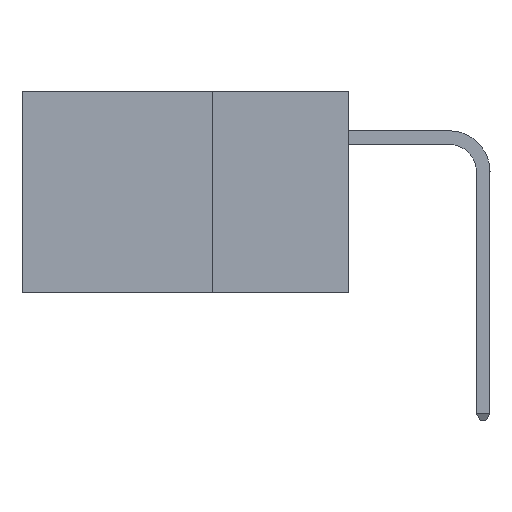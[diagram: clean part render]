
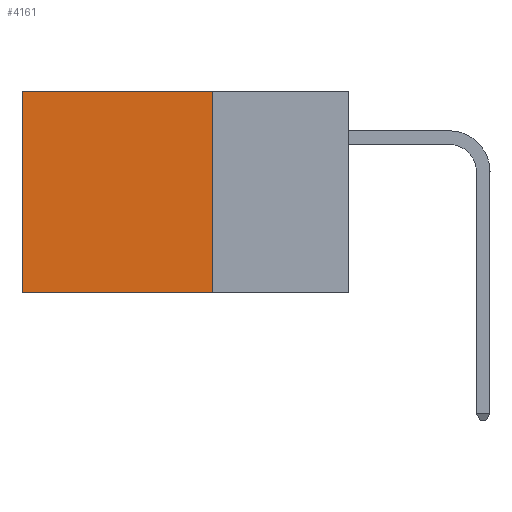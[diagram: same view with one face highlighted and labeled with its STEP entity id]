
A CAD part, left-side view. The second image highlights one B-rep face of the part: STEP entity #4161.
In plain terms, the highlighted planar face has unit normal (-1, 0, 0).
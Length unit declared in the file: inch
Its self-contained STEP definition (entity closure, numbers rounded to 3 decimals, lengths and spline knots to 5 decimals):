
#113 = DIRECTION ( 'NONE',  ( 0., 1., 0. ) ) ;
#2663 = ORIENTED_EDGE ( 'NONE', *, *, #38314, .F. ) ;
#3004 = CARTESIAN_POINT ( 'NONE',  ( 0.2875, 0.25, 0. ) ) ;
#3305 = DIRECTION ( 'NONE',  ( 0., 0., -1. ) ) ;
#4161 = ADVANCED_FACE ( 'NONE', ( #36235 ), #17667, .F. ) ;
#5555 = ORIENTED_EDGE ( 'NONE', *, *, #5904, .T. ) ;
#5904 = EDGE_CURVE ( 'NONE', #38564, #21893, #39208, .T. ) ;
#7354 = CARTESIAN_POINT ( 'NONE',  ( 0.2875, 0.25, -0.37 ) ) ;
#9695 = LINE ( 'NONE', #7354, #42755 ) ;
#12384 = CARTESIAN_POINT ( 'NONE',  ( 0.2875, 0.6, -0.37 ) ) ;
#14788 = CARTESIAN_POINT ( 'NONE',  ( 0.2875, 0.25, 0. ) ) ;
#15757 = ORIENTED_EDGE ( 'NONE', *, *, #37851, .F. ) ;
#17667 = PLANE ( 'NONE',  #33380 ) ;
#21578 = DIRECTION ( 'NONE',  ( 1., 0., 0. ) ) ;
#21893 = VERTEX_POINT ( 'NONE', #40755 ) ;
#22893 = CARTESIAN_POINT ( 'NONE',  ( 0.2875, 0.25, -0.37 ) ) ;
#25263 = CARTESIAN_POINT ( 'NONE',  ( 0.2875, 0.6, 0. ) ) ;
#25871 = CARTESIAN_POINT ( 'NONE',  ( 0.2875, 0.25, 0. ) ) ;
#26568 = VECTOR ( 'NONE', #28286, 39.37008 ) ;
#27937 = DIRECTION ( 'NONE',  ( 0., 0., -1. ) ) ;
#28194 = LINE ( 'NONE', #3004, #36473 ) ;
#28286 = DIRECTION ( 'NONE',  ( 0., 0., -1. ) ) ;
#28331 = VECTOR ( 'NONE', #113, 39.37008 ) ;
#29401 = CARTESIAN_POINT ( 'NONE',  ( 0.2875, 0.25, 0. ) ) ;
#30317 = VERTEX_POINT ( 'NONE', #22893 ) ;
#32676 = EDGE_CURVE ( 'NONE', #21893, #33956, #42622, .T. ) ;
#33380 = AXIS2_PLACEMENT_3D ( 'NONE', #14788, #21578, #27937 ) ;
#33956 = VERTEX_POINT ( 'NONE', #12384 ) ;
#34200 = DIRECTION ( 'NONE',  ( 0., 1., 0. ) ) ;
#34239 = ORIENTED_EDGE ( 'NONE', *, *, #32676, .T. ) ;
#36235 = FACE_OUTER_BOUND ( 'NONE', #36508, .T. ) ;
#36473 = VECTOR ( 'NONE', #3305, 39.37008 ) ;
#36508 = EDGE_LOOP ( 'NONE', ( #34239, #15757, #2663, #5555 ) ) ;
#37851 = EDGE_CURVE ( 'NONE', #30317, #33956, #9695, .T. ) ;
#38314 = EDGE_CURVE ( 'NONE', #38564, #30317, #28194, .T. ) ;
#38564 = VERTEX_POINT ( 'NONE', #25871 ) ;
#39208 = LINE ( 'NONE', #29401, #28331 ) ;
#40755 = CARTESIAN_POINT ( 'NONE',  ( 0.2875, 0.6, 0. ) ) ;
#42622 = LINE ( 'NONE', #25263, #26568 ) ;
#42755 = VECTOR ( 'NONE', #34200, 39.37008 ) ;
